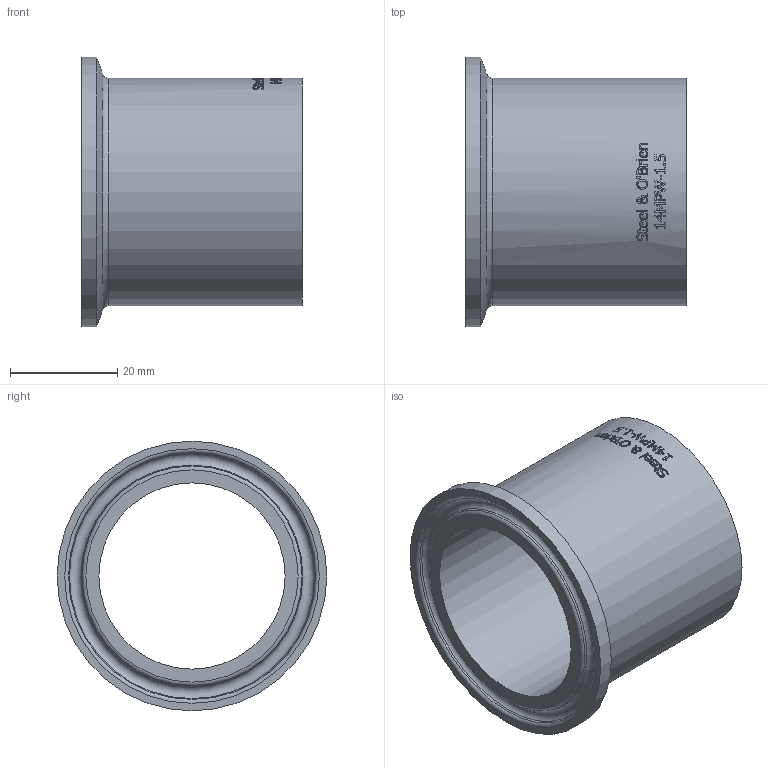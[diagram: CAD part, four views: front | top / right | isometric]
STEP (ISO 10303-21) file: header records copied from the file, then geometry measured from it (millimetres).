
FILE_DESCRIPTION(/* description */ (''),/* implementation_level */ '2;1');
FILE_NAME(/* name */ '14MPW-1.5.stp',/* time_stamp */ '2019-03-29T08:31:59-04:00',/* author */ ('rick'),/* organization */ (''),/* preprocessor_version */ 'ST-DEVELOPER v15.2',/* originating_system */ 'Autodesk Inventor 2014',/* authorisation */ '');
FILE_SCHEMA (('AUTOMOTIVE_DESIGN { 1 0 10303 214 3 1 1 }'));
Length unit declared in the file: inch
Products named in the file (1): 14MPW-1.5
Bounding box: 41.27 x 50.39 x 50.39 mm (x, y, z)
Volume: 21036.7 mm3; surface area: 12232.8 mm2
Topology: 1 solids, 1 shells, 351 faces, 938 edges, 623 vertices
Faces by surface type: plane 166, bspline 142, cylinder 36, torus 4, cone 3
Full cylindrical faces by diameter (mm): 34.798 x1, 42.57 x1, 50.394 x1
Entity records: 13613 total; most frequent: CARTESIAN_POINT 5597, ORIENTED_EDGE 1856, DIRECTION 1271, EDGE_CURVE 928, VERTEX_POINT 623, LINE 437, VECTOR 437, AXIS2_PLACEMENT_3D 417
